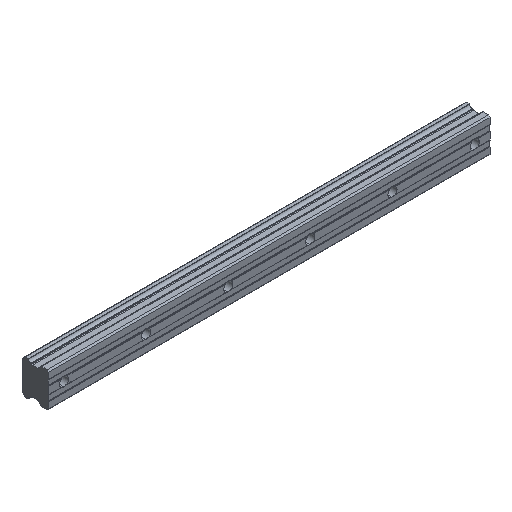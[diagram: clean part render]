
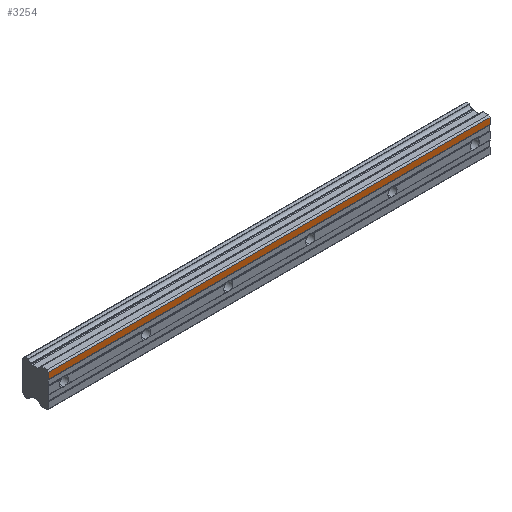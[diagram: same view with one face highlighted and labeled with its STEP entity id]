
A CAD part, isometric view. The second image highlights one B-rep face of the part: STEP entity #3254.
In plain terms, the highlighted planar face has unit normal (0, -1, 0).
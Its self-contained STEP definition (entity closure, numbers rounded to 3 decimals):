
#1 = VERTEX_POINT ( 'NONE', #3815 ) ;
#409 = DIRECTION ( 'NONE',  ( 0., 0., 1. ) ) ;
#410 = VERTEX_POINT ( 'NONE', #1614 ) ;
#486 = LINE ( 'NONE', #2485, #2272 ) ;
#587 = LINE ( 'NONE', #707, #2335 ) ;
#707 = CARTESIAN_POINT ( 'NONE',  ( 415., 0., 9.5 ) ) ;
#772 = DIRECTION ( 'NONE',  ( 0., 0., -1. ) ) ;
#1019 = PLANE ( 'NONE',  #2394 ) ;
#1026 = EDGE_CURVE ( 'NONE', #1, #3603, #587, .T. ) ;
#1053 = ORIENTED_EDGE ( 'NONE', *, *, #1988, .T. ) ;
#1354 = CARTESIAN_POINT ( 'NONE',  ( 415., 0., 16.739 ) ) ;
#1545 = ORIENTED_EDGE ( 'NONE', *, *, #3326, .F. ) ;
#1575 = DIRECTION ( 'NONE',  ( -1., 0., 0. ) ) ;
#1611 = FACE_OUTER_BOUND ( 'NONE', #3746, .T. ) ;
#1614 = CARTESIAN_POINT ( 'NONE',  ( -15., 0., 15.5 ) ) ;
#1643 = ORIENTED_EDGE ( 'NONE', *, *, #2924, .F. ) ;
#1811 = CARTESIAN_POINT ( 'NONE',  ( -15., 0., 9.5 ) ) ;
#1988 = EDGE_CURVE ( 'NONE', #410, #3603, #486, .T. ) ;
#2137 = DIRECTION ( 'NONE',  ( 0., 1., 0. ) ) ;
#2272 = VECTOR ( 'NONE', #772, 1000. ) ;
#2335 = VECTOR ( 'NONE', #1575, 1000. ) ;
#2339 = VECTOR ( 'NONE', #2542, 1000. ) ;
#2369 = LINE ( 'NONE', #3556, #3818 ) ;
#2394 = AXIS2_PLACEMENT_3D ( 'NONE', #2475, #2137, #409 ) ;
#2475 = CARTESIAN_POINT ( 'NONE',  ( 415., 0., 15.5 ) ) ;
#2485 = CARTESIAN_POINT ( 'NONE',  ( -15., 0., 16.739 ) ) ;
#2542 = DIRECTION ( 'NONE',  ( 0., 0., -1. ) ) ;
#2554 = VERTEX_POINT ( 'NONE', #3383 ) ;
#2750 = ORIENTED_EDGE ( 'NONE', *, *, #1026, .F. ) ;
#2833 = LINE ( 'NONE', #1354, #2339 ) ;
#2924 = EDGE_CURVE ( 'NONE', #2554, #1, #2833, .T. ) ;
#3188 = DIRECTION ( 'NONE',  ( 1., 0., 0. ) ) ;
#3254 = ADVANCED_FACE ( 'NONE', ( #1611 ), #1019, .F. ) ;
#3326 = EDGE_CURVE ( 'NONE', #410, #2554, #2369, .T. ) ;
#3383 = CARTESIAN_POINT ( 'NONE',  ( 415., 0., 15.5 ) ) ;
#3556 = CARTESIAN_POINT ( 'NONE',  ( 415., 0., 15.5 ) ) ;
#3603 = VERTEX_POINT ( 'NONE', #1811 ) ;
#3746 = EDGE_LOOP ( 'NONE', ( #2750, #1643, #1545, #1053 ) ) ;
#3815 = CARTESIAN_POINT ( 'NONE',  ( 415., 0., 9.5 ) ) ;
#3818 = VECTOR ( 'NONE', #3188, 1000. ) ;
